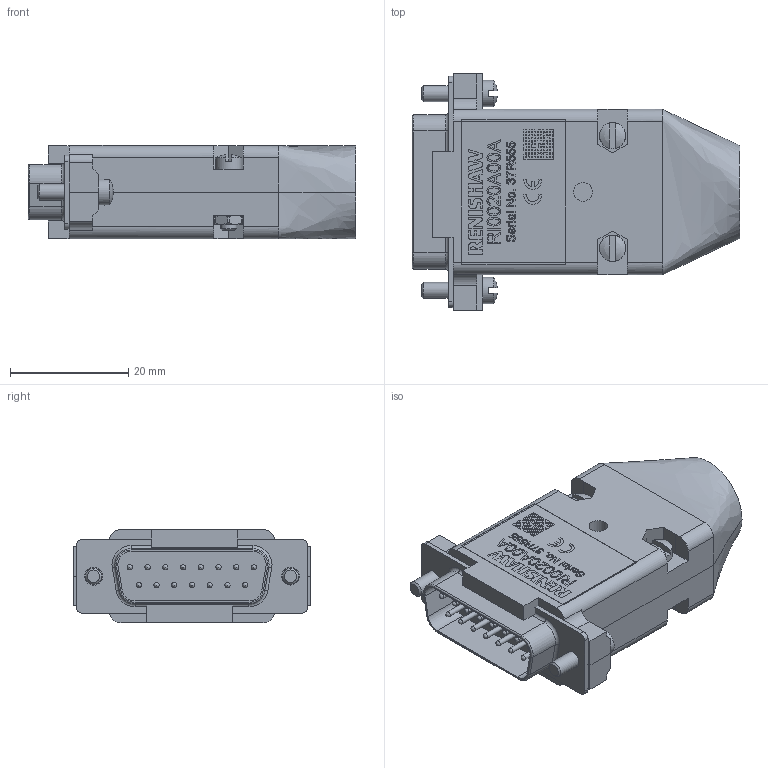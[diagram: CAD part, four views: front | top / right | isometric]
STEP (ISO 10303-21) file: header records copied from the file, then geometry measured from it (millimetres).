
FILE_DESCRIPTION(/* description */ (''),/* implementation_level */ '2;1');
FILE_NAME(/* name */ 'A-9770-0100-01.stp',/* time_stamp */ '2014-04-04T08:26:57+01:00',/* author */ (''),/* organization */ (''),/* preprocessor_version */ 'ST-DEVELOPER v11',/* originating_system */ 'SIEMENS PLM Software NX 7.5',/* authorisation */ '');
FILE_SCHEMA (('AUTOMOTIVE_DESIGN { 1 0 10303 214 1 1 1 1 }'));
Length unit declared in the file: millimetre
Products named in the file (1): model1
Bounding box: 55.41 x 40 x 15.81 mm (x, y, z)
Volume: 21803.4 mm3; surface area: 12414.1 mm2
Topology: 11 solids, 11 shells, 723 faces, 2198 edges, 1582 vertices
Faces by surface type: plane 522, cylinder 150, bspline 17, torus 14, sphere 10, cone 10
Full cylindrical faces by diameter (mm): 0.89 x15, 1 x15, 1.62 x15, 2 x2, 2.329 x2, 2.715 x4, 2.8 x4, 3 x1, 3.05 x1, 3.15 x1, 4.44 x4
Entity records: 31950 total; most frequent: CARTESIAN_POINT 8087, ORIENTED_EDGE 4124, DIRECTION 3322, EDGE_CURVE 2062, VERTEX_POINT 1537, LINE 1254, VECTOR 1254, AXIS2_PLACEMENT_3D 1034
